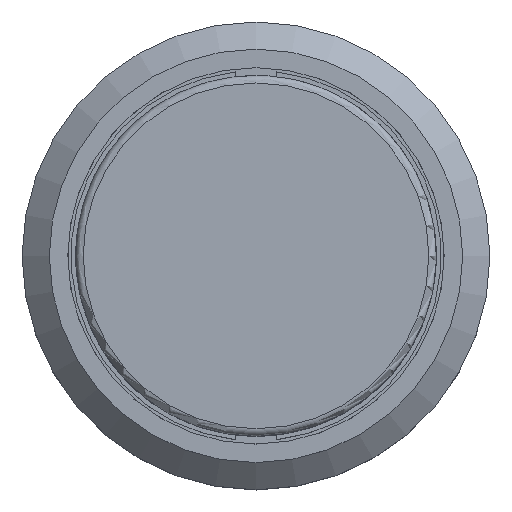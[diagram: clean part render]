
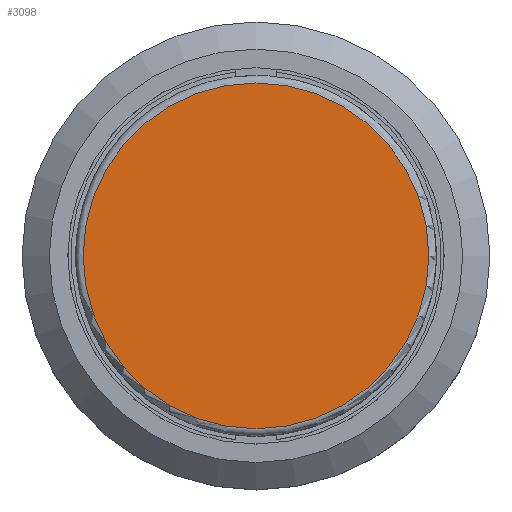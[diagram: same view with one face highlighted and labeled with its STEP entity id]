
A CAD part, top view. The second image highlights one B-rep face of the part: STEP entity #3098.
In plain terms, the highlighted planar face has unit normal (0, 0, 1).
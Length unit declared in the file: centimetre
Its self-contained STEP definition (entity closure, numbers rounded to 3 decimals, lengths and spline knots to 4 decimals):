
#858=FACE_OUTER_BOUND($,#1087,.T.);
#1087=EDGE_LOOP($,(#2625));
#1242=CIRCLE($,#3405,0.92);
#1525=VERTEX_POINT($,#5243);
#1919=EDGE_CURVE($,#1525,#1525,#1242,.T.);
#2625=ORIENTED_EDGE($,*,*,#1919,.F.);
#2930=PLANE($,#3404);
#3098=ADVANCED_FACE($,(#858),#2930,.F.);
#3404=AXIS2_PLACEMENT_3D($,#5242,#4197,#4198);
#3405=AXIS2_PLACEMENT_3D($,#5244,#4199,#4200);
#4197=DIRECTION('center_axis',(0.,0.,
-1.));
#4198=DIRECTION('ref_axis',(0.,1.,0.));
#4199=DIRECTION('center_axis',(0.,0.,
-1.));
#4200=DIRECTION('ref_axis',(0.,1.,0.));
#5242=CARTESIAN_POINT('Origin',(0.,0.,
3.002));
#5243=CARTESIAN_POINT('',(0.,-0.92,3.002));
#5244=CARTESIAN_POINT('Origin',(0.,0.,
3.002));
